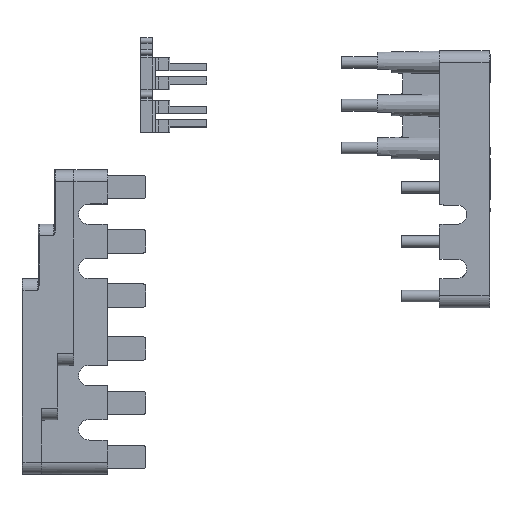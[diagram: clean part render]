
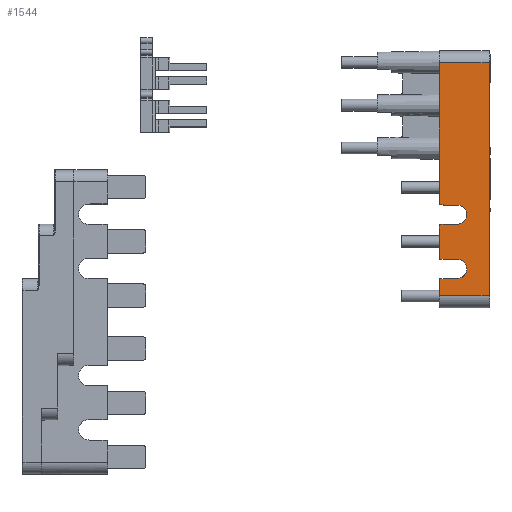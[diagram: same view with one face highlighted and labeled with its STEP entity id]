
A CAD part, top view. The second image highlights one B-rep face of the part: STEP entity #1544.
In plain terms, the highlighted planar face has unit normal (0, 0, 1).
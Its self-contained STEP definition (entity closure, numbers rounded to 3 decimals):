
#1110=CIRCLE('',#12792,0.2);
#1113=CIRCLE('',#12799,0.2);
#1114=CIRCLE('',#12802,3.25);
#1115=CIRCLE('',#12803,0.2);
#1116=CIRCLE('',#12804,3.25);
#1117=CIRCLE('',#12805,0.2);
#1544=ADVANCED_FACE('',(#2556),#2132,.F.);
#2132=PLANE('',#12806);
#2556=FACE_OUTER_BOUND('',#3217,.T.);
#3217=EDGE_LOOP('',(#4734,#4735,#4736,#4737,#4738,#4739,#4740,#4741,#4742,
#4743,#4744,#4745,#4746,#4747,#4748,#4749));
#4734=ORIENTED_EDGE('',*,*,#8987,.T.);
#4735=ORIENTED_EDGE('',*,*,#9040,.T.);
#4736=ORIENTED_EDGE('',*,*,#9051,.F.);
#4737=ORIENTED_EDGE('',*,*,#9052,.T.);
#4738=ORIENTED_EDGE('',*,*,#9053,.T.);
#4739=ORIENTED_EDGE('',*,*,#9054,.T.);
#4740=ORIENTED_EDGE('',*,*,#9055,.T.);
#4741=ORIENTED_EDGE('',*,*,#9048,.T.);
#4742=ORIENTED_EDGE('',*,*,#9056,.F.);
#4743=ORIENTED_EDGE('',*,*,#9057,.T.);
#4744=ORIENTED_EDGE('',*,*,#9058,.T.);
#4745=ORIENTED_EDGE('',*,*,#9059,.T.);
#4746=ORIENTED_EDGE('',*,*,#9060,.T.);
#4747=ORIENTED_EDGE('',*,*,#9045,.T.);
#4748=ORIENTED_EDGE('',*,*,#9061,.T.);
#4749=ORIENTED_EDGE('',*,*,#8613,.T.);
#7319=VERTEX_POINT('',#17126);
#7320=VERTEX_POINT('',#17128);
#7596=VERTEX_POINT('',#19083);
#7638=VERTEX_POINT('',#19234);
#7641=VERTEX_POINT('',#19244);
#7642=VERTEX_POINT('',#19246);
#7643=VERTEX_POINT('',#19250);
#7645=VERTEX_POINT('',#19253);
#7647=VERTEX_POINT('',#19259);
#7648=VERTEX_POINT('',#19261);
#7649=VERTEX_POINT('',#19263);
#7650=VERTEX_POINT('',#19265);
#7651=VERTEX_POINT('',#19268);
#7652=VERTEX_POINT('',#19270);
#7653=VERTEX_POINT('',#19272);
#7654=VERTEX_POINT('',#19274);
#8613=EDGE_CURVE('',#7320,#7319,#10384,.T.);
#8987=EDGE_CURVE('',#7319,#7596,#10583,.T.);
#9040=EDGE_CURVE('',#7596,#7638,#1110,.T.);
#9045=EDGE_CURVE('',#7642,#7641,#10614,.T.);
#9048=EDGE_CURVE('',#7645,#7643,#1113,.T.);
#9051=EDGE_CURVE('',#7647,#7638,#10617,.T.);
#9052=EDGE_CURVE('',#7647,#7648,#1114,.T.);
#9053=EDGE_CURVE('',#7648,#7649,#10618,.T.);
#9054=EDGE_CURVE('',#7649,#7650,#1115,.T.);
#9055=EDGE_CURVE('',#7650,#7645,#10619,.T.);
#9056=EDGE_CURVE('',#7651,#7643,#10620,.T.);
#9057=EDGE_CURVE('',#7651,#7652,#1116,.T.);
#9058=EDGE_CURVE('',#7652,#7653,#10621,.T.);
#9059=EDGE_CURVE('',#7653,#7654,#1117,.T.);
#9060=EDGE_CURVE('',#7654,#7642,#10622,.T.);
#9061=EDGE_CURVE('',#7641,#7320,#10623,.T.);
#10384=LINE('',#17127,#11486);
#10583=LINE('',#19084,#11703);
#10614=LINE('',#19245,#11734);
#10617=LINE('',#19258,#11737);
#10618=LINE('',#19262,#11738);
#10619=LINE('',#19266,#11739);
#10620=LINE('',#19267,#11740);
#10621=LINE('',#19271,#11741);
#10622=LINE('',#19275,#11742);
#10623=LINE('',#19276,#11743);
#11486=VECTOR('',#13904,1.);
#11703=VECTOR('',#14427,1.);
#11734=VECTOR('',#14506,1.);
#11737=VECTOR('',#14519,1.);
#11738=VECTOR('',#14522,1.);
#11739=VECTOR('',#14525,1.);
#11740=VECTOR('',#14526,1.);
#11741=VECTOR('',#14529,1.);
#11742=VECTOR('',#14532,1.);
#11743=VECTOR('',#14533,1.);
#12792=AXIS2_PLACEMENT_3D('',#19236,#14494,#14495);
#12799=AXIS2_PLACEMENT_3D('',#19252,#14512,#14513);
#12802=AXIS2_PLACEMENT_3D('',#19260,#14520,#14521);
#12803=AXIS2_PLACEMENT_3D('',#19264,#14523,#14524);
#12804=AXIS2_PLACEMENT_3D('',#19269,#14527,#14528);
#12805=AXIS2_PLACEMENT_3D('',#19273,#14530,#14531);
#12806=AXIS2_PLACEMENT_3D('',#19277,#14534,#14535);
#13904=DIRECTION('',(-1.,0.,0.));
#14427=DIRECTION('',(0.,-1.,0.));
#14494=DIRECTION('',(0.,0.,1.));
#14495=DIRECTION('',(0.,-1.,0.));
#14506=DIRECTION('',(1.,0.,0.));
#14512=DIRECTION('',(0.,0.,1.));
#14513=DIRECTION('',(0.,-1.,0.));
#14519=DIRECTION('',(-1.,0.009,0.));
#14520=DIRECTION('',(0.,0.,-1.));
#14521=DIRECTION('',(0.,-1.,0.));
#14522=DIRECTION('',(-1.,-0.009,0.));
#14523=DIRECTION('',(0.,0.,1.));
#14524=DIRECTION('',(0.,-1.,0.));
#14525=DIRECTION('',(0.,-1.,0.));
#14526=DIRECTION('',(-1.,0.009,0.));
#14527=DIRECTION('',(0.,0.,-1.));
#14528=DIRECTION('',(0.,-1.,0.));
#14529=DIRECTION('',(-1.,-0.009,0.));
#14530=DIRECTION('',(0.,0.,1.));
#14531=DIRECTION('',(0.,-1.,0.));
#14532=DIRECTION('',(0.,-1.,0.));
#14533=DIRECTION('',(0.,1.,0.));
#14534=DIRECTION('',(0.,0.,-1.));
#14535=DIRECTION('',(0.,-1.,0.));
#17126=CARTESIAN_POINT('',(56.5,102.605,38.646));
#17127=CARTESIAN_POINT('',(-0.4,102.605,38.646));
#17128=CARTESIAN_POINT('',(73.45,102.605,38.646));
#19083=CARTESIAN_POINT('',(56.5,54.32,38.646));
#19084=CARTESIAN_POINT('',(56.5,41.607,38.646));
#19234=CARTESIAN_POINT('',(56.698,54.12,38.646));
#19236=CARTESIAN_POINT('',(56.7,54.32,38.646));
#19244=CARTESIAN_POINT('',(73.45,23.118,38.646));
#19245=CARTESIAN_POINT('',(-0.4,23.118,38.646));
#19246=CARTESIAN_POINT('',(56.5,23.118,38.646));
#19250=CARTESIAN_POINT('',(56.698,35.62,38.646));
#19252=CARTESIAN_POINT('',(56.7,35.82,38.646));
#19253=CARTESIAN_POINT('',(56.5,35.82,38.646));
#19258=CARTESIAN_POINT('',(62.6,54.068,38.646));
#19259=CARTESIAN_POINT('',(62.6,54.068,38.646));
#19260=CARTESIAN_POINT('',(62.6,50.818,38.646));
#19261=CARTESIAN_POINT('',(62.6,47.568,38.646));
#19262=CARTESIAN_POINT('',(-0.447,47.018,38.646));
#19263=CARTESIAN_POINT('',(56.698,47.517,38.646));
#19264=CARTESIAN_POINT('',(56.7,47.317,38.646));
#19265=CARTESIAN_POINT('',(56.5,47.317,38.646));
#19266=CARTESIAN_POINT('',(56.5,41.607,38.646));
#19267=CARTESIAN_POINT('',(-0.448,36.119,38.646));
#19268=CARTESIAN_POINT('',(62.6,35.568,38.646));
#19269=CARTESIAN_POINT('',(62.6,32.318,38.646));
#19270=CARTESIAN_POINT('',(62.6,29.068,38.646));
#19271=CARTESIAN_POINT('',(62.6,29.068,38.646));
#19272=CARTESIAN_POINT('',(56.698,29.017,38.646));
#19273=CARTESIAN_POINT('',(56.7,28.817,38.646));
#19274=CARTESIAN_POINT('',(56.5,28.817,38.646));
#19275=CARTESIAN_POINT('',(56.5,41.618,38.646));
#19276=CARTESIAN_POINT('',(73.45,102.593,38.646));
#19277=CARTESIAN_POINT('',(-0.4,41.607,38.646));
